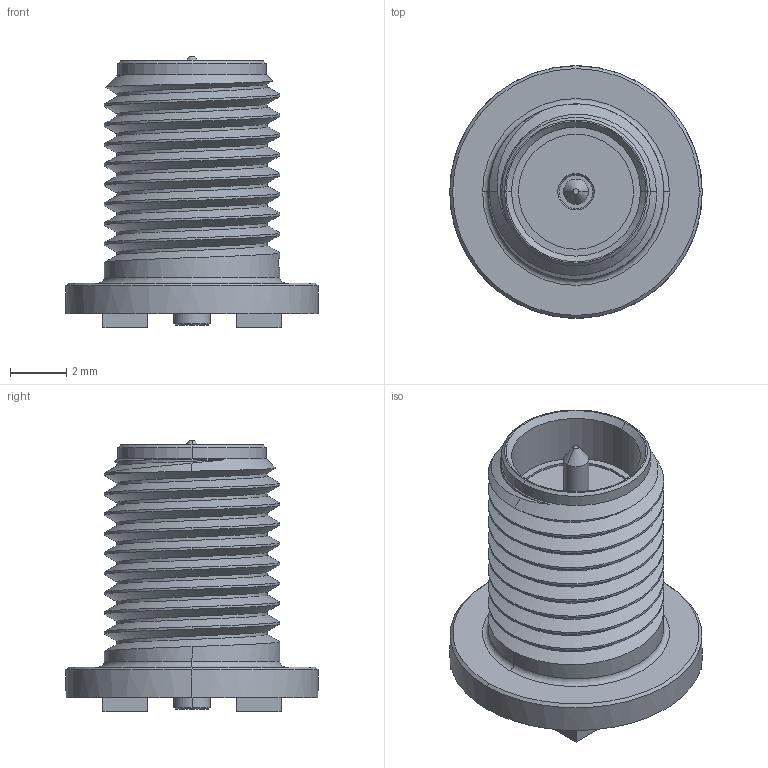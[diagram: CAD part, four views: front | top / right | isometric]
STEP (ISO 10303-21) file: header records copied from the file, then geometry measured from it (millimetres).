
FILE_DESCRIPTION (( 'STEP AP214' ), '1' );
FILE_NAME ('31-453-D3.STEP', '2024-09-17T16:14:11', ( '' ), ( '' ), 'SwSTEP 2.0', 'SolidWorks 2024', '' );
FILE_SCHEMA (( 'AUTOMOTIVE_DESIGN' ));
Length unit declared in the file: millimetre
Products named in the file (1): 31-453-D3
Bounding box: 9 x 9 x 9.69 mm (x, y, z)
Surface area: 540.8 mm2 (no closed solid volume)
Topology: 0 solids, 4 shells, 89 faces, 217 edges, 139 vertices
Faces by surface type: cylinder 35, plane 32, cone 17, bspline 3, torus 2
Entity records: 3812 total; most frequent: CARTESIAN_POINT 1832, ORIENTED_EDGE 418, DIRECTION 393, EDGE_CURVE 215, AXIS2_PLACEMENT_3D 144, VERTEX_POINT 139, LINE 105, VECTOR 105
